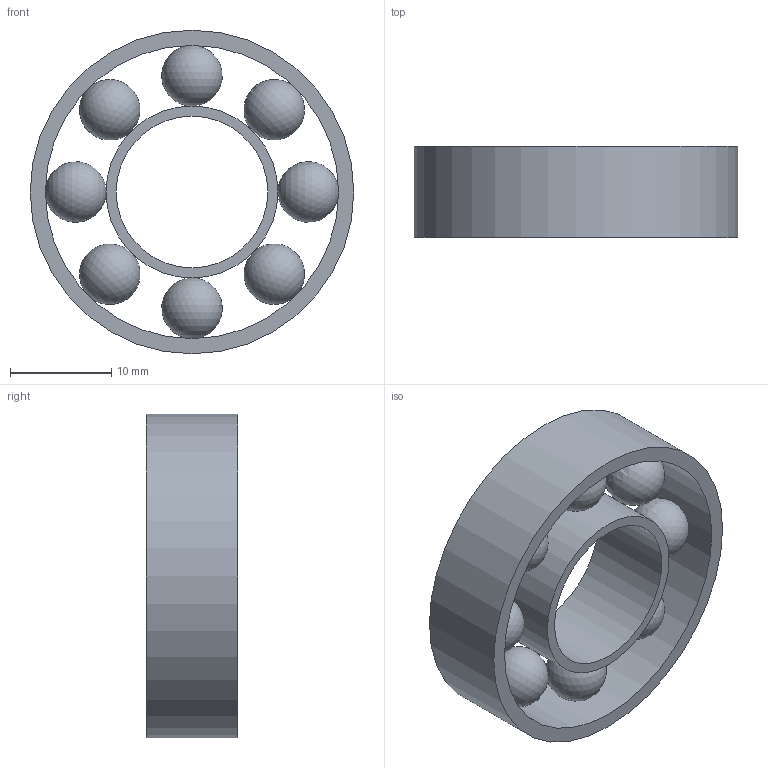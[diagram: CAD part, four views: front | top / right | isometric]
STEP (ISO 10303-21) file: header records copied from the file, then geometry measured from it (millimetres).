
FILE_DESCRIPTION(/* description */ (''),/* implementation_level */ '2;1');
FILE_NAME(/* name */ '6002-z-bnl v1.step',/* time_stamp */ '2022-11-09T17:08:37Z',/* author */ (''),/* organization */ (''),/* preprocessor_version */ 'ST-DEVELOPER v19.2',/* originating_system */ 'Autodesk Translation Framework v11.17.0.187',/* authorisation */ '');
FILE_SCHEMA (('AUTOMOTIVE_DESIGN { 1 0 10303 214 3 1 1 }'));
Length unit declared in the file: millimetre
Products named in the file (1): 6002-z-bnl
Bounding box: 32 x 9 x 32 mm (x, y, z)
Volume: 2650.7 mm3; surface area: 3922.3 mm2
Topology: 10 solids, 10 shells, 16 faces, 36 edges, 24 vertices
Faces by surface type: sphere 8, cylinder 4, plane 4
Full cylindrical faces by diameter (mm): 15 x1, 17 x1, 29 x1, 32 x1
Entity records: 408 total; most frequent: DIRECTION 70, CARTESIAN_POINT 61, ORIENTED_EDGE 40, AXIS2_PLACEMENT_3D 33, VERTEX_POINT 24, EDGE_LOOP 20, EDGE_CURVE 20, FACE_OUTER_BOUND 16
